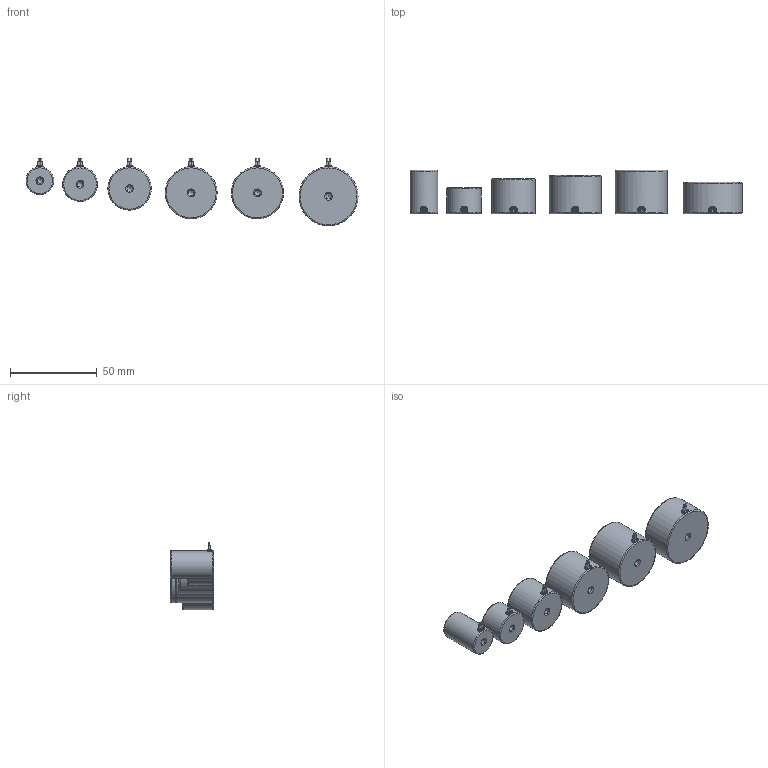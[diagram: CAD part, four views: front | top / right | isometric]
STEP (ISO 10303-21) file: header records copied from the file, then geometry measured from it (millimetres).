
FILE_DESCRIPTION(('CAx-IF Rec.Pracs.---Model Styling and Organization---1.5---2016-08-15','CAx-IF Rec.Pracs.---Geometric and Assembly Validation Properties---4.4---2016-08-17','CAx-IF Rec.Pracs.---User Defined Attributes---1.5---2016-08-15','CAx-IF Rec.Pracs.---External References---2.1---2005-01-19'),'2;1');
FILE_NAME('-electromagnet-customsize-collection.stp','2020-01-04T17:41:33',('Unspecified'),('Unspecified'),'CAD Exchanger 3.7.1 (cadexchanger.com)','Unspecified','');
FILE_SCHEMA(('AUTOMOTIVE_DESIGN { 1 0 10303 214 1 1 1 1 }'));
Length unit declared in the file: millimetre
Products named in the file (7): Assem2; -electromagnet-customsize
Assembly tree (6 placements, depth 2):
  Assem2
    -electromagnet-customsize
    -electromagnet-customsize
    -electromagnet-customsize
    -electromagnet-customsize
    -electromagnet-customsize
    -electromagnet-customsize
Bounding box: 191.45 x 25 x 39 mm (x, y, z)
Volume: 66415.5 mm3; surface area: 17752 mm2
Topology: 6 solids, 6 shells, 282 faces, 576 edges, 342 vertices
Faces by surface type: cylinder 108, plane 78, torus 60, bspline 24, cone 12
Full cylindrical faces by diameter (mm): 0.5 x12, 1.2 x12, 3.3 x6, 5 x1, 8 x1, 10 x1, 12 x2, 14 x1, 16 x2, 18 x1, 20 x1, 23 x1, 25 x1, 28 x2, 30 x2, 32 x1, 34 x1
Entity records: 12999 total; most frequent: CARTESIAN_POINT 4909, DIRECTION 1238, ORIENTED_EDGE 1140, EDGE_CURVE 570, AXIS2_PLACEMENT_3D 559, VERTEX_POINT 342, FACE_BOUND 324, EDGE_LOOP 324
